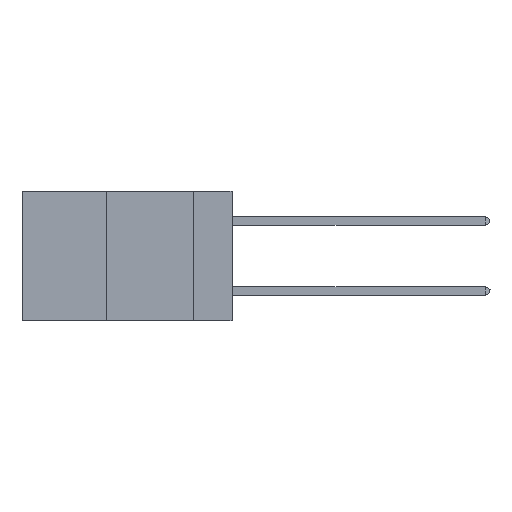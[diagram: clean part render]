
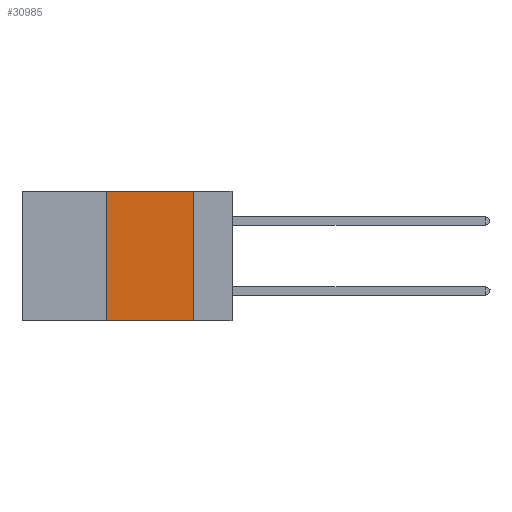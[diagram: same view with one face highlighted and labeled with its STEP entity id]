
A CAD part, left-side view. The second image highlights one B-rep face of the part: STEP entity #30985.
In plain terms, the highlighted planar face has unit normal (-1, 0, 0).
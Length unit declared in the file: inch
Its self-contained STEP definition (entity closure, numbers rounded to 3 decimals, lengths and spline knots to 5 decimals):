
#2126 = CARTESIAN_POINT ( 'NONE',  ( 0., 0.6, -0.37 ) ) ;
#2638 = ORIENTED_EDGE ( 'NONE', *, *, #14045, .F. ) ;
#6650 = LINE ( 'NONE', #21484, #34414 ) ;
#6963 = FACE_OUTER_BOUND ( 'NONE', #25760, .T. ) ;
#8573 = ORIENTED_EDGE ( 'NONE', *, *, #33011, .F. ) ;
#8718 = VERTEX_POINT ( 'NONE', #16590 ) ;
#9081 = CARTESIAN_POINT ( 'NONE',  ( 0., 0.11, 0. ) ) ;
#9126 = DIRECTION ( 'NONE',  ( 0., -1., 0. ) ) ;
#10441 = DIRECTION ( 'NONE',  ( 0., 0., 1. ) ) ;
#11277 = DIRECTION ( 'NONE',  ( 1., 0., 0. ) ) ;
#12107 = VECTOR ( 'NONE', #16562, 39.37008 ) ;
#14045 = EDGE_CURVE ( 'NONE', #8718, #37109, #6650, .T. ) ;
#15071 = ORIENTED_EDGE ( 'NONE', *, *, #30574, .T. ) ;
#15168 = EDGE_CURVE ( 'NONE', #37109, #19449, #45341, .T. ) ;
#16562 = DIRECTION ( 'NONE',  ( 0., -1., 0. ) ) ;
#16590 = CARTESIAN_POINT ( 'NONE',  ( 0., 0.36, -0.37 ) ) ;
#19449 = VERTEX_POINT ( 'NONE', #9081 ) ;
#21484 = CARTESIAN_POINT ( 'NONE',  ( 0., 0.36, 0. ) ) ;
#21867 = PLANE ( 'NONE',  #39517 ) ;
#22204 = CARTESIAN_POINT ( 'NONE',  ( 0., 0.36, 0. ) ) ;
#24009 = VECTOR ( 'NONE', #29285, 39.37008 ) ;
#24869 = ORIENTED_EDGE ( 'NONE', *, *, #15168, .F. ) ;
#25760 = EDGE_LOOP ( 'NONE', ( #8573, #24869, #2638, #15071 ) ) ;
#25959 = LINE ( 'NONE', #2126, #29252 ) ;
#27116 = VERTEX_POINT ( 'NONE', #40535 ) ;
#29252 = VECTOR ( 'NONE', #9126, 39.37008 ) ;
#29285 = DIRECTION ( 'NONE',  ( 0., 0., -1. ) ) ;
#29422 = CARTESIAN_POINT ( 'NONE',  ( 0., 0.11, 0. ) ) ;
#30574 = EDGE_CURVE ( 'NONE', #8718, #27116, #25959, .T. ) ;
#30985 = ADVANCED_FACE ( 'NONE', ( #6963 ), #21867, .F. ) ;
#33011 = EDGE_CURVE ( 'NONE', #19449, #27116, #36728, .T. ) ;
#34414 = VECTOR ( 'NONE', #10441, 39.37008 ) ;
#36728 = LINE ( 'NONE', #29422, #24009 ) ;
#37109 = VERTEX_POINT ( 'NONE', #22204 ) ;
#37779 = CARTESIAN_POINT ( 'NONE',  ( 0., 0.6, 0. ) ) ;
#39496 = DIRECTION ( 'NONE',  ( 0., 0., -1. ) ) ;
#39517 = AXIS2_PLACEMENT_3D ( 'NONE', #43673, #11277, #39496 ) ;
#40535 = CARTESIAN_POINT ( 'NONE',  ( 0., 0.11, -0.37 ) ) ;
#43673 = CARTESIAN_POINT ( 'NONE',  ( 0., 0.6, 0. ) ) ;
#45341 = LINE ( 'NONE', #37779, #12107 ) ;
